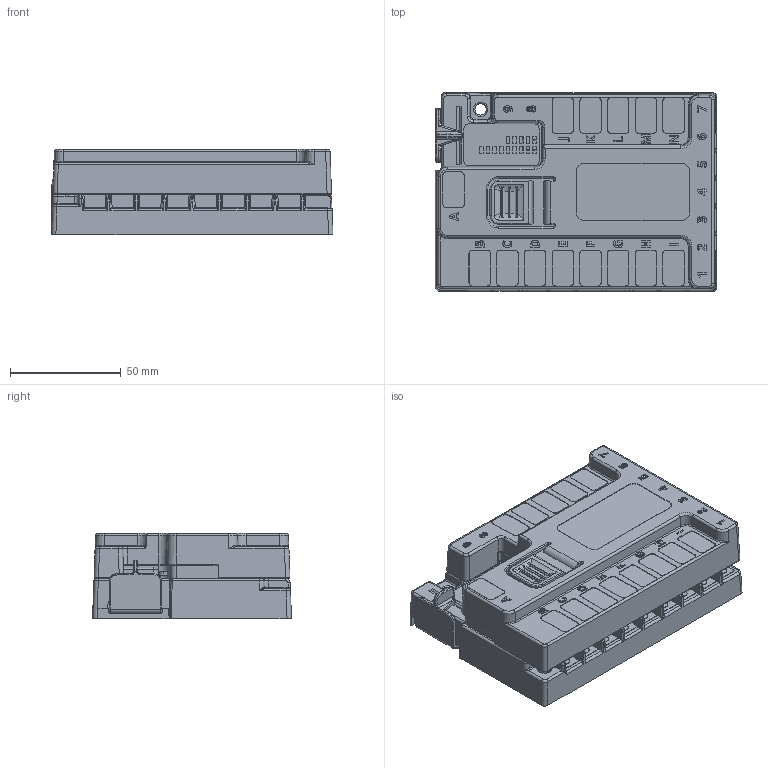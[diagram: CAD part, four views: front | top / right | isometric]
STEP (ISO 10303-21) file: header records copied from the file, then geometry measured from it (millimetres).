
FILE_DESCRIPTION(/* description */ ('STEP AP214'),/* implementation_level */ '2;1');
FILE_NAME(/* name */ '60a573a7b2e5de0dc0dbfc61',/* time_stamp */ '2021-05-19T20:24:09+00:00',/* author */ (''),/* organization */ (''),/* preprocessor_version */ 'ST-DEVELOPER v18.1',/* originating_system */ ' ',/* authorisation */ ' ');
FILE_SCHEMA (('AUTOMOTIVE_DESIGN {1 0 10303 214 3 1 1}'));
Products named in the file (2): Part 1; APTD3216
Bounding box: 127.17 x 89.76 x 38.4 mm (x, y, z)
Volume: 365823 mm3; surface area: 76515.8 mm2
Topology: 2 solids, 154 shells, 3795 faces, 9439 edges, 5980 vertices
Faces by surface type: plane 2199, cylinder 721, bspline 477, cone 263, torus 126, sphere 9
Full cylindrical faces by diameter (mm): 0.4 x1, 0.5 x21, 2 x1, 4 x2, 4.5 x5, 4.8 x17, 5.116 x3, 6 x9, 6.25 x3, 8.95 x1, 14.2 x3
Entity records: 115739 total; most frequent: CARTESIAN_POINT 28000, ORIENTED_EDGE 18520, DIRECTION 17252, EDGE_CURVE 9260, LINE 6162, VECTOR 6162, VERTEX_POINT 5959, AXIS2_PLACEMENT_3D 5545
